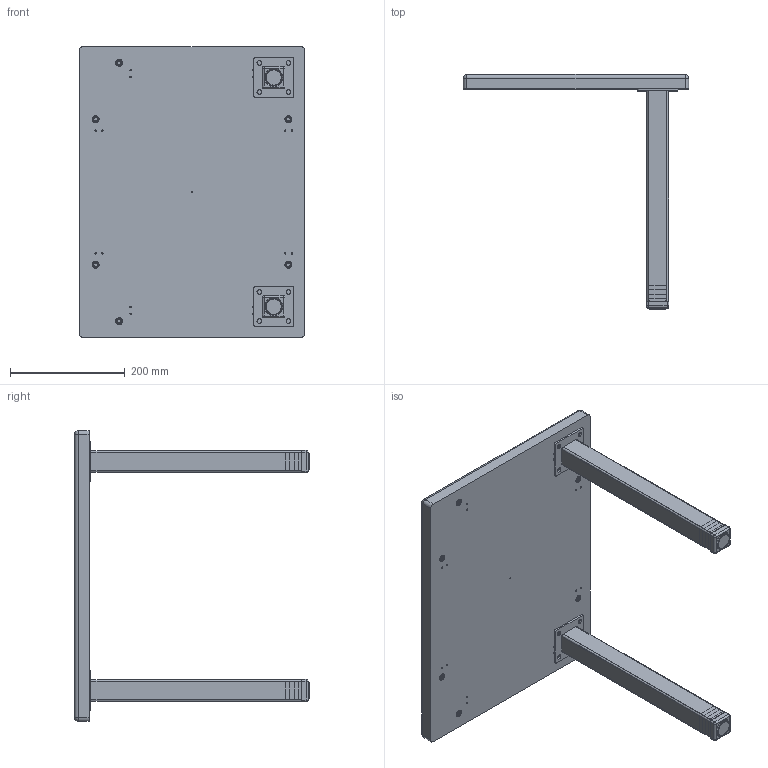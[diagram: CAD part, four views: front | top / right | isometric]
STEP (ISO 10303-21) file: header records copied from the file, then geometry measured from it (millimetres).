
FILE_DESCRIPTION(/* description */ (''),/* implementation_level */ '2;1');
FILE_NAME(/* name */ 'KTE07L-R.stp',/* time_stamp */ '2019-05-23T08:38:39-04:00',/* author */ ('emehringer'),/* organization */ (''),/* preprocessor_version */ 'ST-DEVELOPER v16.13',/* originating_system */ 'Autodesk Inventor 2018',/* authorisation */ '');
FILE_SCHEMA (('AUTOMOTIVE_DESIGN { 1 0 10303 214 3 1 1 }'));
Length unit declared in the file: inch
Products named in the file (9): KTE07L-R; GT03 ITOP 042T; GT03 ITOP 042T_1; 1/4-20X3/4" LG. INSERT NUT; KAD 14.59 LEG WITH GLIDE; KAD 14.59; LEG CAP 1.5-1; LEG CAP 1.5-1_1; GLD BLK 5-16
Assembly tree (16 placements, depth 4):
  KTE07L-R
    GT03 ITOP 042T
      GT03 ITOP 042T_1
      1/4-20X3/4" LG. INSERT NUT  x8
    KAD 14.59 LEG WITH GLIDE  x2
      KAD 14.59
      LEG CAP 1.5-1
        LEG CAP 1.5-1_1
        GLD BLK 5-16
Bounding box: 393.7 x 409.97 x 508 mm (x, y, z)
Volume: 5320235.3 mm3; surface area: 729511.6 mm2
Topology: 17 solids, 21 shells, 2392 faces, 5659 edges, 3342 vertices
Faces by surface type: plane 1195, cylinder 499, torus 316, bspline 296, sphere 52, cone 34
Full cylindrical faces by diameter (mm): 2.381 x17, 6.35 x8, 6.528 x4, 7.336 x8, 7.925 x4, 7.938 x10, 8.731 x8, 9.906 x4, 11.989 x2, 12.289 x8, 31.75 x2
Entity records: 32662 total; most frequent: CARTESIAN_POINT 14738, ORIENTED_EDGE 3664, DIRECTION 3436, EDGE_CURVE 1834, AXIS2_PLACEMENT_3D 1413, VERTEX_POINT 1056, EDGE_LOOP 972, FACE_OUTER_BOUND 875
